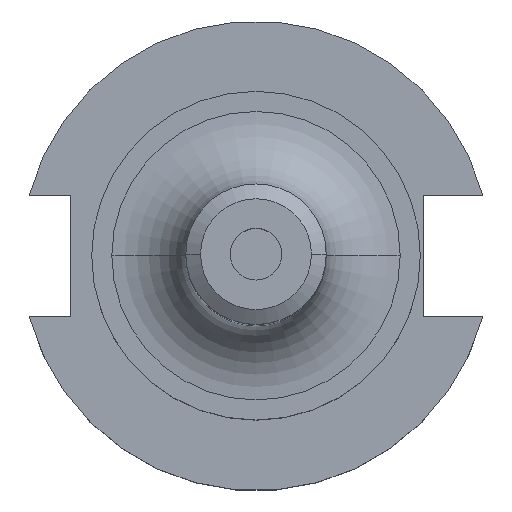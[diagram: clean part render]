
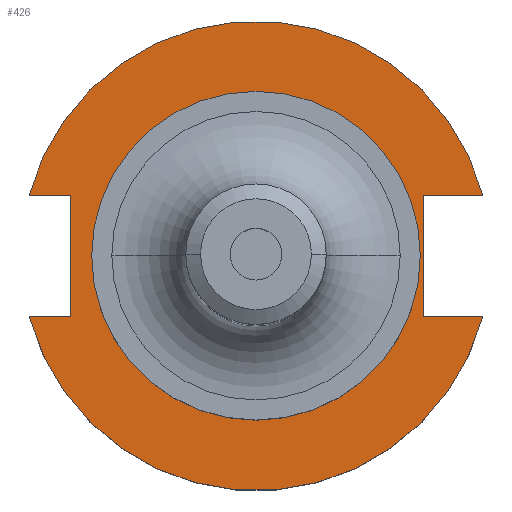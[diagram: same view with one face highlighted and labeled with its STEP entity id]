
A CAD part, top view. The second image highlights one B-rep face of the part: STEP entity #426.
In plain terms, the highlighted planar face has unit normal (0, 0, 1).
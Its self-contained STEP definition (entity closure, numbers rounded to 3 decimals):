
#2 = VECTOR ( 'NONE', #832, 1000. ) ;
#24 = DIRECTION ( 'NONE',  ( 0., 0., 1. ) ) ;
#85 = ORIENTED_EDGE ( 'NONE', *, *, #1364, .F. ) ;
#92 = DIRECTION ( 'NONE',  ( -1., 0., 0. ) ) ;
#111 = DIRECTION ( 'NONE',  ( 1., 0., 0. ) ) ;
#122 = AXIS2_PLACEMENT_3D ( 'NONE', #279, #1854, #111 ) ;
#144 = LINE ( 'NONE', #1714, #2 ) ;
#205 = EDGE_CURVE ( 'NONE', #321, #660, #1581, .T. ) ;
#279 = CARTESIAN_POINT ( 'NONE',  ( 0., 0., 19.05 ) ) ;
#318 = DIRECTION ( 'NONE',  ( -1., 0., 0. ) ) ;
#321 = VERTEX_POINT ( 'NONE', #1680 ) ;
#332 = LINE ( 'NONE', #804, #617 ) ;
#333 = CIRCLE ( 'NONE', #881, 22.225 ) ;
#351 = ORIENTED_EDGE ( 'NONE', *, *, #964, .T. ) ;
#368 = CARTESIAN_POINT ( 'NONE',  ( 22.225, 0., 19.05 ) ) ;
#391 = CARTESIAN_POINT ( 'NONE',  ( 0., -8.191, 19.05 ) ) ;
#426 = ADVANCED_FACE ( 'NONE', ( #620, #1453 ), #1272, .F. ) ;
#445 = CARTESIAN_POINT ( 'NONE',  ( 0., 0., 19.05 ) ) ;
#457 = DIRECTION ( 'NONE',  ( 1., 0., 0. ) ) ;
#462 = CARTESIAN_POINT ( 'NONE',  ( 30.675, 8.191, 19.05 ) ) ;
#470 = ORIENTED_EDGE ( 'NONE', *, *, #998, .T. ) ;
#505 = CARTESIAN_POINT ( 'NONE',  ( -25.091, 8.191, 19.05 ) ) ;
#509 = EDGE_CURVE ( 'NONE', #615, #1849, #963, .T. ) ;
#568 = CARTESIAN_POINT ( 'NONE',  ( 30.675, -8.191, 19.05 ) ) ;
#572 = VECTOR ( 'NONE', #457, 1000. ) ;
#589 = VERTEX_POINT ( 'NONE', #1539 ) ;
#596 = ORIENTED_EDGE ( 'NONE', *, *, #1834, .T. ) ;
#615 = VERTEX_POINT ( 'NONE', #651 ) ;
#617 = VECTOR ( 'NONE', #947, 1000. ) ;
#620 = FACE_BOUND ( 'NONE', #818, .T. ) ;
#632 = CARTESIAN_POINT ( 'NONE',  ( 0., 8.191, 19.05 ) ) ;
#651 = CARTESIAN_POINT ( 'NONE',  ( 22.606, -8.191, 19.05 ) ) ;
#655 = EDGE_CURVE ( 'NONE', #1463, #660, #332, .T. ) ;
#660 = VERTEX_POINT ( 'NONE', #808 ) ;
#730 = DIRECTION ( 'NONE',  ( 0., 0., -1. ) ) ;
#737 = DIRECTION ( 'NONE',  ( -1., 0., 0. ) ) ;
#752 = VERTEX_POINT ( 'NONE', #368 ) ;
#791 = CARTESIAN_POINT ( 'NONE',  ( 22.606, 8.191, 19.05 ) ) ;
#804 = CARTESIAN_POINT ( 'NONE',  ( -25.091, 8.191, 19.05 ) ) ;
#808 = CARTESIAN_POINT ( 'NONE',  ( -25.091, -8.191, 19.05 ) ) ;
#818 = EDGE_LOOP ( 'NONE', ( #1455, #351 ) ) ;
#827 = AXIS2_PLACEMENT_3D ( 'NONE', #1215, #1369, #737 ) ;
#832 = DIRECTION ( 'NONE',  ( 0., 1., 0. ) ) ;
#842 = EDGE_CURVE ( 'NONE', #615, #1021, #144, .T. ) ;
#880 = ORIENTED_EDGE ( 'NONE', *, *, #205, .F. ) ;
#881 = AXIS2_PLACEMENT_3D ( 'NONE', #1619, #730, #318 ) ;
#940 = DIRECTION ( 'NONE',  ( 1., 0., 0. ) ) ;
#947 = DIRECTION ( 'NONE',  ( 0., -1., 0. ) ) ;
#963 = LINE ( 'NONE', #391, #1039 ) ;
#964 = EDGE_CURVE ( 'NONE', #752, #1063, #1827, .T. ) ;
#982 = CARTESIAN_POINT ( 'NONE',  ( 0., 0., 19.05 ) ) ;
#998 = EDGE_CURVE ( 'NONE', #589, #1463, #1487, .T. ) ;
#1008 = VECTOR ( 'NONE', #1380, 1000. ) ;
#1021 = VERTEX_POINT ( 'NONE', #791 ) ;
#1039 = VECTOR ( 'NONE', #1646, 1000. ) ;
#1043 = ORIENTED_EDGE ( 'NONE', *, *, #842, .T. ) ;
#1063 = VERTEX_POINT ( 'NONE', #1282 ) ;
#1109 = ORIENTED_EDGE ( 'NONE', *, *, #1540, .T. ) ;
#1149 = VECTOR ( 'NONE', #940, 1000. ) ;
#1215 = CARTESIAN_POINT ( 'NONE',  ( 0., 0., 19.05 ) ) ;
#1241 = VERTEX_POINT ( 'NONE', #462 ) ;
#1272 = PLANE ( 'NONE',  #1412 ) ;
#1277 = AXIS2_PLACEMENT_3D ( 'NONE', #445, #24, #1470 ) ;
#1282 = CARTESIAN_POINT ( 'NONE',  ( -22.225, 0., 19.05 ) ) ;
#1317 = ORIENTED_EDGE ( 'NONE', *, *, #655, .T. ) ;
#1320 = CIRCLE ( 'NONE', #1277, 31.75 ) ;
#1364 = EDGE_CURVE ( 'NONE', #1241, #1021, #1410, .T. ) ;
#1369 = DIRECTION ( 'NONE',  ( 0., 0., -1. ) ) ;
#1380 = DIRECTION ( 'NONE',  ( -1., 0., 0. ) ) ;
#1410 = LINE ( 'NONE', #632, #1008 ) ;
#1412 = AXIS2_PLACEMENT_3D ( 'NONE', #982, #1543, #92 ) ;
#1453 = FACE_OUTER_BOUND ( 'NONE', #1523, .T. ) ;
#1455 = ORIENTED_EDGE ( 'NONE', *, *, #1710, .T. ) ;
#1463 = VERTEX_POINT ( 'NONE', #505 ) ;
#1470 = DIRECTION ( 'NONE',  ( 1., 0., 0. ) ) ;
#1487 = LINE ( 'NONE', #1520, #1149 ) ;
#1520 = CARTESIAN_POINT ( 'NONE',  ( -61.091, 8.191, 19.05 ) ) ;
#1523 = EDGE_LOOP ( 'NONE', ( #1317, #880, #1109, #1561, #1043, #85, #596, #470 ) ) ;
#1527 = CIRCLE ( 'NONE', #122, 31.75 ) ;
#1539 = CARTESIAN_POINT ( 'NONE',  ( -30.675, 8.191, 19.05 ) ) ;
#1540 = EDGE_CURVE ( 'NONE', #321, #1849, #1320, .T. ) ;
#1543 = DIRECTION ( 'NONE',  ( 0., 0., -1. ) ) ;
#1561 = ORIENTED_EDGE ( 'NONE', *, *, #509, .F. ) ;
#1581 = LINE ( 'NONE', #1742, #572 ) ;
#1619 = CARTESIAN_POINT ( 'NONE',  ( 0., 0., 19.05 ) ) ;
#1646 = DIRECTION ( 'NONE',  ( 1., 0., 0. ) ) ;
#1680 = CARTESIAN_POINT ( 'NONE',  ( -30.675, -8.191, 19.05 ) ) ;
#1710 = EDGE_CURVE ( 'NONE', #1063, #752, #333, .T. ) ;
#1714 = CARTESIAN_POINT ( 'NONE',  ( 22.606, 0., 19.05 ) ) ;
#1742 = CARTESIAN_POINT ( 'NONE',  ( -61.091, -8.191, 19.05 ) ) ;
#1827 = CIRCLE ( 'NONE', #827, 22.225 ) ;
#1834 = EDGE_CURVE ( 'NONE', #1241, #589, #1527, .T. ) ;
#1849 = VERTEX_POINT ( 'NONE', #568 ) ;
#1854 = DIRECTION ( 'NONE',  ( 0., 0., 1. ) ) ;
